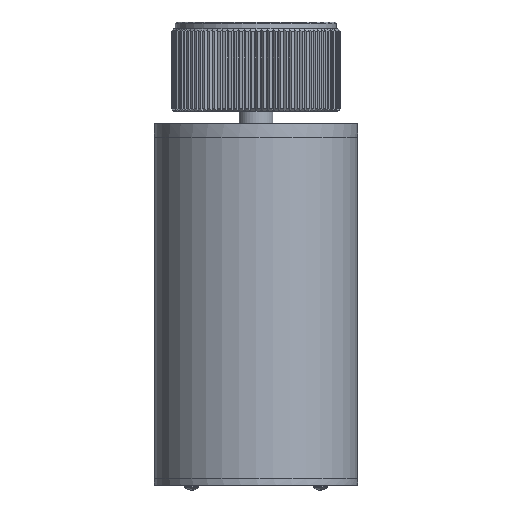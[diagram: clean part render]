
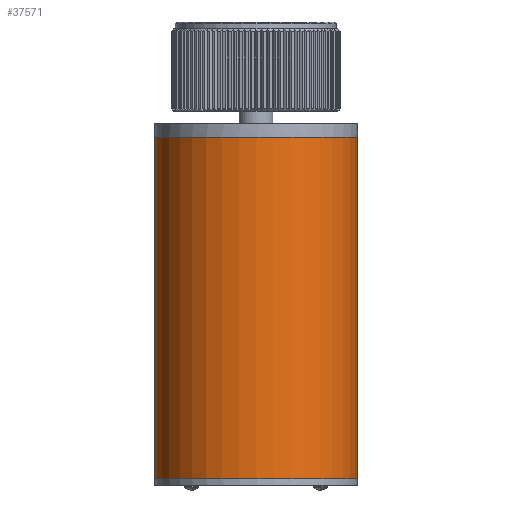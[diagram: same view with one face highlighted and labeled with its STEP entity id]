
A CAD part, front view. The second image highlights one B-rep face of the part: STEP entity #37571.
In plain terms, the highlighted cylindrical face has radius 19.05 mm (diameter 38.1 mm), a partial arc.
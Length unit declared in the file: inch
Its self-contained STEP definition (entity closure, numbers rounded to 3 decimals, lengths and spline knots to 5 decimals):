
#462 = VECTOR ( 'NONE', #28999, 39.37008 ) ;
#855 = CIRCLE ( 'NONE', #42139, 0.75 ) ;
#954 = CARTESIAN_POINT ( 'NONE',  ( 0.30541, 0.685, 1.335 ) ) ;
#1183 = AXIS2_PLACEMENT_3D ( 'NONE', #9709, #27131, #9996 ) ;
#2284 = EDGE_CURVE ( 'NONE', #42602, #25690, #43611, .T. ) ;
#5456 = ORIENTED_EDGE ( 'NONE', *, *, #2284, .F. ) ;
#5982 = ORIENTED_EDGE ( 'NONE', *, *, #31488, .F. ) ;
#6921 = DIRECTION ( 'NONE',  ( -1., 0., 0. ) ) ;
#7081 = CARTESIAN_POINT ( 'NONE',  ( 0., 0., 1.335 ) ) ;
#8023 = AXIS2_PLACEMENT_3D ( 'NONE', #7081, #26920, #9926 ) ;
#8035 = DIRECTION ( 'NONE',  ( 0., 0., 1. ) ) ;
#9709 = CARTESIAN_POINT ( 'NONE',  ( 0., 0., -1.285 ) ) ;
#9778 = EDGE_LOOP ( 'NONE', ( #16743, #5456, #15835, #5982 ) ) ;
#9926 = DIRECTION ( 'NONE',  ( -1., 0., 0. ) ) ;
#9996 = DIRECTION ( 'NONE',  ( -1., 0., 0. ) ) ;
#13644 = CARTESIAN_POINT ( 'NONE',  ( 0., 0., 1.235 ) ) ;
#13647 = LINE ( 'NONE', #41978, #22716 ) ;
#13769 = VERTEX_POINT ( 'NONE', #16582 ) ;
#15835 = ORIENTED_EDGE ( 'NONE', *, *, #33102, .T. ) ;
#16582 = CARTESIAN_POINT ( 'NONE',  ( -0.30541, 0.685, -1.285 ) ) ;
#16743 = ORIENTED_EDGE ( 'NONE', *, *, #38650, .F. ) ;
#21466 = CARTESIAN_POINT ( 'NONE',  ( 0.30541, 0.685, 1.235 ) ) ;
#22716 = VECTOR ( 'NONE', #8035, 39.37008 ) ;
#23968 = CARTESIAN_POINT ( 'NONE',  ( -0.30541, 0.685, 1.235 ) ) ;
#25690 = VERTEX_POINT ( 'NONE', #36807 ) ;
#26920 = DIRECTION ( 'NONE',  ( 0., 0., -1. ) ) ;
#27131 = DIRECTION ( 'NONE',  ( 0., 0., -1. ) ) ;
#28999 = DIRECTION ( 'NONE',  ( 0., 0., -1. ) ) ;
#30279 = VERTEX_POINT ( 'NONE', #23968 ) ;
#31488 = EDGE_CURVE ( 'NONE', #13769, #30279, #13647, .T. ) ;
#33102 = EDGE_CURVE ( 'NONE', #42602, #30279, #855, .T. ) ;
#36805 = CYLINDRICAL_SURFACE ( 'NONE', #8023, 0.75 ) ;
#36807 = CARTESIAN_POINT ( 'NONE',  ( 0.30541, 0.685, -1.285 ) ) ;
#37571 = ADVANCED_FACE ( 'NONE', ( #43732 ), #36805, .T. ) ;
#38650 = EDGE_CURVE ( 'NONE', #25690, #13769, #39947, .T. ) ;
#39947 = CIRCLE ( 'NONE', #1183, 0.75 ) ;
#41978 = CARTESIAN_POINT ( 'NONE',  ( -0.30541, 0.685, 1.335 ) ) ;
#42139 = AXIS2_PLACEMENT_3D ( 'NONE', #13644, #43867, #6921 ) ;
#42602 = VERTEX_POINT ( 'NONE', #21466 ) ;
#43611 = LINE ( 'NONE', #954, #462 ) ;
#43732 = FACE_OUTER_BOUND ( 'NONE', #9778, .T. ) ;
#43867 = DIRECTION ( 'NONE',  ( 0., 0., -1. ) ) ;
